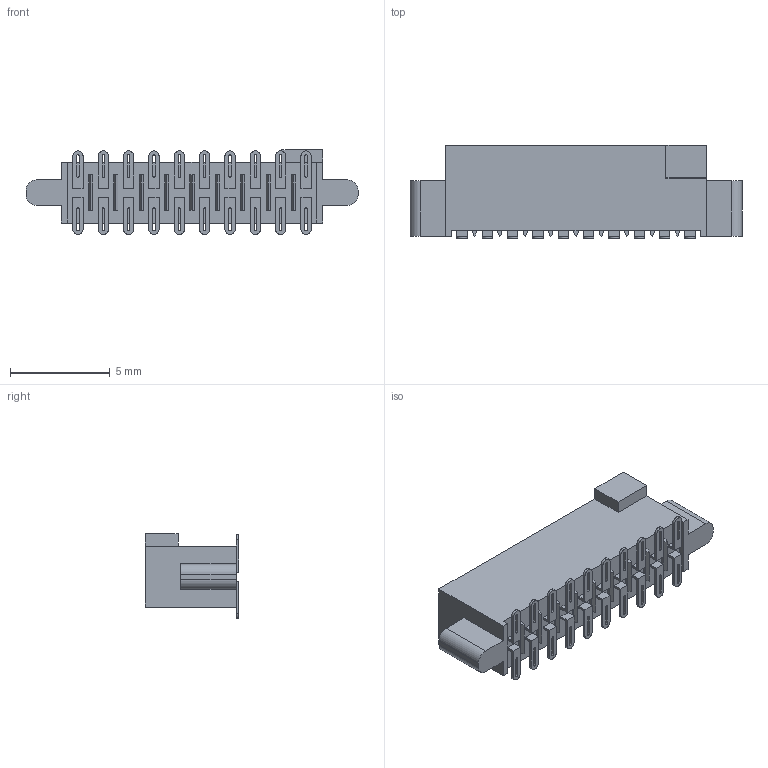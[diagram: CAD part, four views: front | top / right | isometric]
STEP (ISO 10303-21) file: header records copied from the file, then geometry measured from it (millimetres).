
FILE_DESCRIPTION (( 'STEP AP203' ), '1' );
FILE_NAME ('SFM-110-02-X-D.step', '2013-01-31T08:11:25', ( 'Test' ), ( 'SAMTEC' ), 'SwSTEP 2.0', 'SolidWorks 2012', '' );
FILE_SCHEMA (( 'CONFIG_CONTROL_DESIGN' ));
Length unit declared in the file: inch
Products named in the file (1): SFM-110-02-X-D
Bounding box: 16.64 x 4.7 x 4.25 mm (x, y, z)
Volume: 162.6 mm3; surface area: 480.4 mm2
Topology: 1 solids, 1 shells, 509 faces, 1294 edges, 836 vertices
Faces by surface type: plane 415, cylinder 94
Entity records: 15255 total; most frequent: CARTESIAN_POINT 2640, ORIENTED_EDGE 2588, DIRECTION 2502, EDGE_CURVE 1294, LINE 1106, VECTOR 1106, VERTEX_POINT 836, AXIS2_PLACEMENT_3D 698
